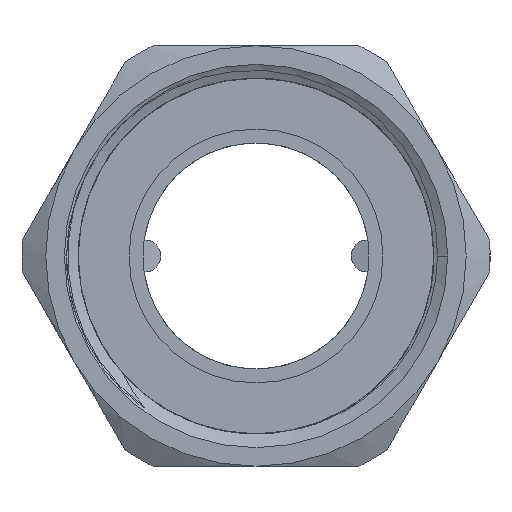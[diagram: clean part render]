
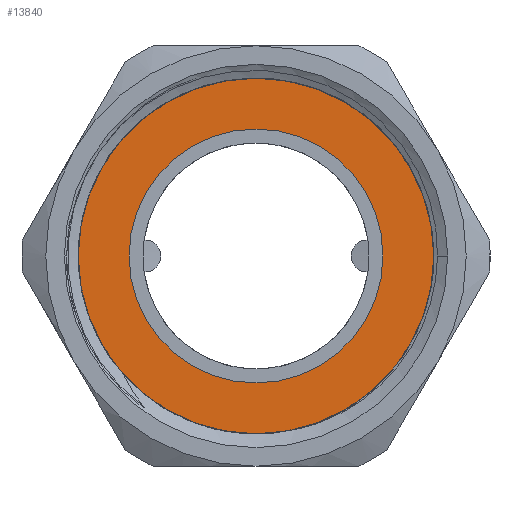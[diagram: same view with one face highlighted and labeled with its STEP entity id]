
A CAD part, left-side view. The second image highlights one B-rep face of the part: STEP entity #13840.
In plain terms, the highlighted planar face has unit normal (-1, 0, 0).
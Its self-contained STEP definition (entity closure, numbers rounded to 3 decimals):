
#13715=CARTESIAN_POINT('',(0.,0.,0.));
#13716=DIRECTION('',(-1.,0.,0.));
#13717=DIRECTION('',(0.,1.,0.));
#13718=AXIS2_PLACEMENT_3D('',#13715,#13716,#13717);
#13723=CARTESIAN_POINT('',(0.,0.,0.));
#13724=DIRECTION('',(1.,0.,0.));
#13725=DIRECTION('',(0.,1.,0.));
#13726=AXIS2_PLACEMENT_3D('',#13723,#13724,#13725);
#13731=CARTESIAN_POINT('',(0.,0.,0.));
#13732=DIRECTION('',(1.,0.,0.));
#13733=DIRECTION('',(0.,1.,0.));
#13734=AXIS2_PLACEMENT_3D('',#13731,#13732,#13733);
#13753=CARTESIAN_POINT('',(0.,0.,0.));
#13754=DIRECTION('',(-1.,0.,0.));
#13755=DIRECTION('',(0.,1.,0.));
#13756=AXIS2_PLACEMENT_3D('',#13753,#13754,#13755);
#13807=CARTESIAN_POINT('',(0.,16.,0.));
#13809=VERTEX_POINT('',#13807);
#13812=CARTESIAN_POINT('',(0.,22.4,0.));
#13814=VERTEX_POINT('',#13812);
#13815=CARTESIAN_POINT('',(0.,-16.,0.));
#13817=VERTEX_POINT('',#13815);
#13820=CARTESIAN_POINT('',(0.,-22.4,0.));
#13822=VERTEX_POINT('',#13820);
#13823=CARTESIAN_POINT('',(0.,0.,0.));
#13824=DIRECTION('',(1.,0.,0.));
#13825=DIRECTION('',(0.,-1.,0.));
#13826=AXIS2_PLACEMENT_3D('',#13823,#13824,#13825);
#13827=PLANE('',#13826);
#13829=ORIENTED_EDGE('',*,*,#13828,.F.);
#13831=ORIENTED_EDGE('',*,*,#13830,.T.);
#13832=EDGE_LOOP('',(#13829,#13831));
#13833=FACE_OUTER_BOUND('',#13832,.F.);
#13835=ORIENTED_EDGE('',*,*,#13834,.F.);
#13837=ORIENTED_EDGE('',*,*,#13836,.T.);
#13838=EDGE_LOOP('',(#13835,#13837));
#13839=FACE_BOUND('',#13838,.F.);
#13840=ADVANCED_FACE('',(#13833,#13839),#13827,.F.);
#13719=CIRCLE('',#13718,22.4);
#13727=CIRCLE('',#13726,22.4);
#13735=CIRCLE('',#13734,16.);
#13757=CIRCLE('',#13756,16.);
#13828=EDGE_CURVE('',#13814,#13822,#13719,.T.);
#13830=EDGE_CURVE('',#13814,#13822,#13727,.T.);
#13834=EDGE_CURVE('',#13809,#13817,#13735,.T.);
#13836=EDGE_CURVE('',#13809,#13817,#13757,.T.);
